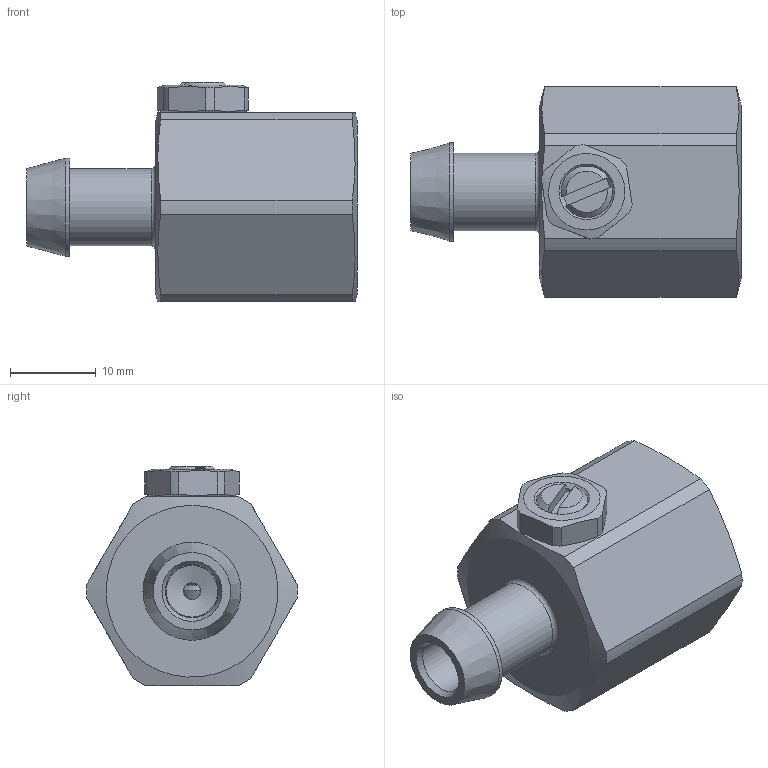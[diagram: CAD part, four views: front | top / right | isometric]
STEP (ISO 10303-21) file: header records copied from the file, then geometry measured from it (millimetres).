
FILE_DESCRIPTION(/* description */ ('Unknown'),/* implementation_level */ '2;1');
FILE_NAME(/* name */ '200163300',/* time_stamp */ '2017-04-11T12:50:21+02:00',/* author */ ('Unknown'),/* organization */ ('Unknown'),/* preprocessor_version */ 'ST-DEVELOPER v16.7',/* originating_system */ 'DEX',/* authorisation */ $);
FILE_SCHEMA (('AUTOMOTIVE_DESIGN {1 0 10303 214 3 1 1}'));
Length unit declared in the file: millimetre
Products named in the file (5): Drosselventil_f黵_Injektor_G1_4_IG_00116270; Ventilkörper_Drosselventil_00116272; Kolben_Drosselventil_00116273; O-Ring_10_82x1_78_FEPM_75Shore_00116271; Mutter_DIN_439_Form_B_M6x0_5_A2_00116274
Assembly tree (4 placements, depth 2):
  Drosselventil_f黵_Injektor_G1_4_IG_00116270
    Ventilkörper_Drosselventil_00116272
    Kolben_Drosselventil_00116273
    O-Ring_10_82x1_78_FEPM_75Shore_00116271
    Mutter_DIN_439_Form_B_M6x0_5_A2_00116274
Bounding box: 38.5 x 24.49 x 25.55 mm (x, y, z)
Volume: 8970.7 mm3; surface area: 4922.5 mm2
Topology: 4 solids, 4 shells, 92 faces, 207 edges, 131 vertices
Faces by surface type: cylinder 34, plane 33, cone 20, torus 5
Full cylindrical faces by diameter (mm): 1.5 x1, 2 x2, 3.2 x1, 3.7 x1, 4.3 x1, 4.459 x2, 5 x1, 5.4 x1, 5.459 x1, 5.95 x2, 6 x3, 6.2 x1, 9 x1, 11.412 x1, 11.82 x2, 14 x1
Entity records: 2927 total; most frequent: CARTESIAN_POINT 489, DIRECTION 398, ORIENTED_EDGE 298, AXIS2_PLACEMENT_3D 183, FACE_BOUND 153, EDGE_LOOP 151, EDGE_CURVE 149, VERTEX_POINT 120
